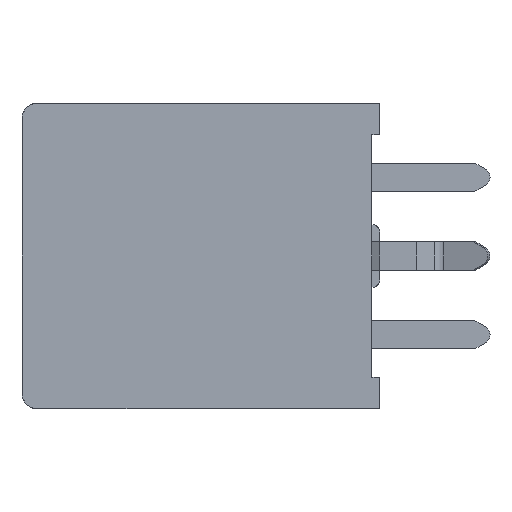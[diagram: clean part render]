
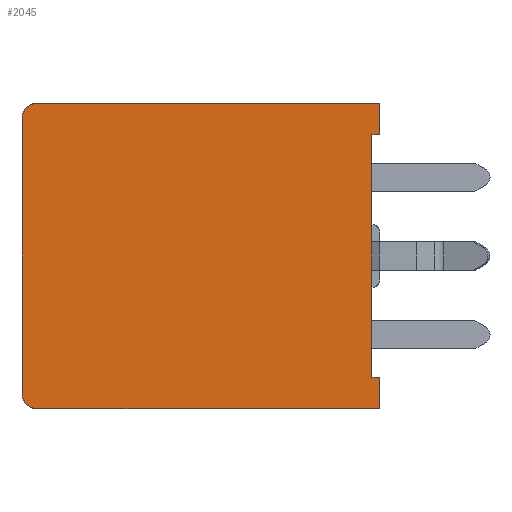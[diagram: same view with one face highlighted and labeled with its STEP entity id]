
A CAD part, left-side view. The second image highlights one B-rep face of the part: STEP entity #2045.
In plain terms, the highlighted planar face has unit normal (-1, 0, 0).
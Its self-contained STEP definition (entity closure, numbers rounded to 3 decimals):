
#100=CARTESIAN_POINT('',(-12.021,4.35,-4.35));
#101=DIRECTION('',(-1.,0.,0.));
#102=DIRECTION('',(0.,1.,0.));
#103=AXIS2_PLACEMENT_3D('',#100,#101,#102);
#121=DIRECTION('',(0.,-1.,0.));
#122=VECTOR('',#121,0.25);
#123=CARTESIAN_POINT('',(-12.021,-6.25,3.85));
#124=LINE('',#123,#122);
#129=DIRECTION('',(0.,0.,-1.));
#130=VECTOR('',#129,1.);
#131=CARTESIAN_POINT('',(-12.021,-6.5,4.85));
#132=LINE('',#131,#130);
#137=DIRECTION('',(0.,0.,-1.));
#138=VECTOR('',#137,1.);
#139=CARTESIAN_POINT('',(-12.021,-6.5,-3.85));
#140=LINE('',#139,#138);
#153=DIRECTION('',(0.,1.,0.));
#154=VECTOR('',#153,10.85);
#155=CARTESIAN_POINT('',(-12.021,-6.5,4.85));
#156=LINE('',#155,#154);
#219=DIRECTION('',(0.,0.,-1.));
#220=VECTOR('',#219,7.7);
#221=CARTESIAN_POINT('',(-12.021,-6.25,3.85));
#222=LINE('',#221,#220);
#785=CARTESIAN_POINT('',(-12.021,4.35,4.35));
#786=DIRECTION('',(1.,0.,0.));
#787=DIRECTION('',(0.,1.,0.));
#788=AXIS2_PLACEMENT_3D('',#785,#786,#787);
#798=DIRECTION('',(0.,0.,1.));
#799=VECTOR('',#798,8.7);
#800=CARTESIAN_POINT('',(-12.021,4.85,-4.35));
#801=LINE('',#800,#799);
#961=DIRECTION('',(0.,1.,0.));
#962=VECTOR('',#961,10.85);
#963=CARTESIAN_POINT('',(-12.021,-6.5,-4.85));
#964=LINE('',#963,#962);
#981=DIRECTION('',(0.,-1.,0.));
#982=VECTOR('',#981,0.25);
#983=CARTESIAN_POINT('',(-12.021,-6.25,-3.85));
#984=LINE('',#983,#982);
#1741=CARTESIAN_POINT('',(-12.021,-6.5,4.85));
#1742=CARTESIAN_POINT('',(-12.021,-6.5,3.85));
#1743=VERTEX_POINT('',#1741);
#1744=VERTEX_POINT('',#1742);
#1745=CARTESIAN_POINT('',(-12.021,-6.5,-3.85));
#1746=CARTESIAN_POINT('',(-12.021,-6.5,-4.85));
#1747=VERTEX_POINT('',#1745);
#1748=VERTEX_POINT('',#1746);
#1749=CARTESIAN_POINT('',(-12.021,4.85,-4.35));
#1750=CARTESIAN_POINT('',(-12.021,4.85,4.35));
#1751=VERTEX_POINT('',#1749);
#1752=VERTEX_POINT('',#1750);
#1753=CARTESIAN_POINT('',(-12.021,-6.25,3.85));
#1754=CARTESIAN_POINT('',(-12.021,-6.25,-3.85));
#1755=VERTEX_POINT('',#1753);
#1756=VERTEX_POINT('',#1754);
#1757=CARTESIAN_POINT('',(-12.021,4.35,4.85));
#1758=VERTEX_POINT('',#1757);
#1759=CARTESIAN_POINT('',(-12.021,4.35,-4.85));
#1760=VERTEX_POINT('',#1759);
#2019=CARTESIAN_POINT('',(-12.021,0.,0.));
#2020=DIRECTION('',(-1.,0.,0.));
#2021=DIRECTION('',(0.,0.,1.));
#2022=AXIS2_PLACEMENT_3D('',#2019,#2020,#2021);
#2023=PLANE('',#2022);
#2025=ORIENTED_EDGE('',*,*,#2024,.F.);
#2027=ORIENTED_EDGE('',*,*,#2026,.T.);
#2029=ORIENTED_EDGE('',*,*,#2028,.T.);
#2031=ORIENTED_EDGE('',*,*,#2030,.T.);
#2033=ORIENTED_EDGE('',*,*,#2032,.T.);
#2034=ORIENTED_EDGE('',*,*,#2008,.F.);
#2036=ORIENTED_EDGE('',*,*,#2035,.T.);
#2038=ORIENTED_EDGE('',*,*,#2037,.T.);
#2040=ORIENTED_EDGE('',*,*,#2039,.F.);
#2042=ORIENTED_EDGE('',*,*,#2041,.T.);
#2043=EDGE_LOOP('',(#2025,#2027,#2029,#2031,#2033,#2034,#2036,#2038,#2040,
#2042));
#2044=FACE_OUTER_BOUND('',#2043,.F.);
#2045=ADVANCED_FACE('',(#2044),#2023,.T.);
#104=CIRCLE('',#103,0.5);
#789=CIRCLE('',#788,0.5);
#2008=EDGE_CURVE('',#1751,#1760,#104,.T.);
#2024=EDGE_CURVE('',#1755,#1744,#124,.T.);
#2026=EDGE_CURVE('',#1755,#1756,#222,.T.);
#2028=EDGE_CURVE('',#1756,#1747,#984,.T.);
#2030=EDGE_CURVE('',#1747,#1748,#140,.T.);
#2032=EDGE_CURVE('',#1748,#1760,#964,.T.);
#2035=EDGE_CURVE('',#1751,#1752,#801,.T.);
#2037=EDGE_CURVE('',#1752,#1758,#789,.T.);
#2039=EDGE_CURVE('',#1743,#1758,#156,.T.);
#2041=EDGE_CURVE('',#1743,#1744,#132,.T.);
